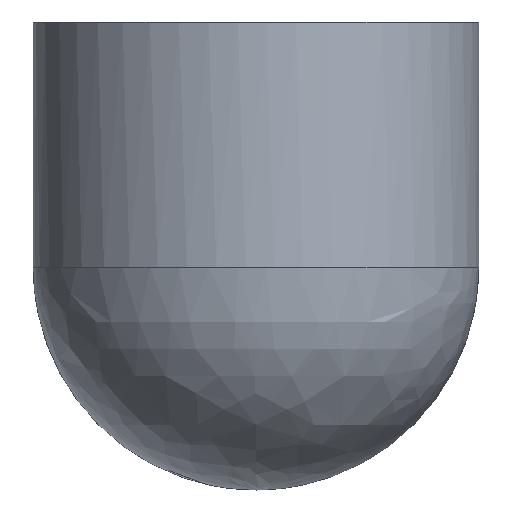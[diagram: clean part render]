
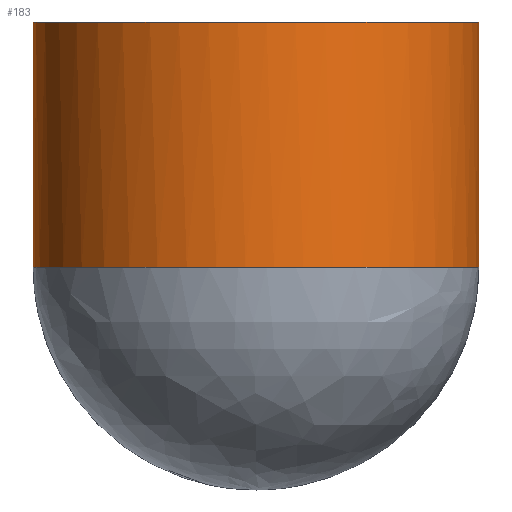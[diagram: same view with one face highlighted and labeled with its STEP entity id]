
A CAD part, front view. The second image highlights one B-rep face of the part: STEP entity #183.
In plain terms, the highlighted free-form (B-spline) face has degree [1, 2] with [2, 5] control points.
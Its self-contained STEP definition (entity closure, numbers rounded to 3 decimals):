
#123=CARTESIAN_POINT('',(-0.75,0.,-14.008));
#124=CARTESIAN_POINT('',(-0.75,-0.75,-14.008));
#125=CARTESIAN_POINT('',(0.,-0.75,-14.008));
#126=CARTESIAN_POINT('',(0.75,-0.75,-14.008));
#127=CARTESIAN_POINT('',(0.75,0.,-14.008));
#128=CARTESIAN_POINT('',(-0.75,0.,-13.183));
#129=CARTESIAN_POINT('',(-0.75,-0.75,-13.183));
#130=CARTESIAN_POINT('',(0.,-0.75,-13.183));
#131=CARTESIAN_POINT('',(0.75,-0.75,-13.183));
#132=CARTESIAN_POINT('',(0.75,0.,-13.183));
#164=(
BOUNDED_SURFACE()
B_SPLINE_SURFACE(1,2,(
(#123,#124,#125,#126,#127),
(#128,#129,#130,#131,#132)
), .UNSPECIFIED.,.F.,.F.,.F.)
B_SPLINE_SURFACE_WITH_KNOTS((2,2),(3,2,3),(
0.,1.),(
0.,0.5,1.), .UNSPECIFIED.)
GEOMETRIC_REPRESENTATION_ITEM()
RATIONAL_B_SPLINE_SURFACE(((1.,0.707,1.,0.707,1.),
(1.,0.707,1.,0.707,1.)
))
REPRESENTATION_ITEM('')
SURFACE()
);
#165=(
BOUNDED_CURVE()
B_SPLINE_CURVE(2,(#127,#126,#125,#124,#123),.UNSPECIFIED.,.F.,.F.)
B_SPLINE_CURVE_WITH_KNOTS((3,2,3),
(0.,0.5,1.),.UNSPECIFIED.)
CURVE()
GEOMETRIC_REPRESENTATION_ITEM()
RATIONAL_B_SPLINE_CURVE((1.,0.707,1.,0.707,1.))
REPRESENTATION_ITEM('')
);
#166=(
BOUNDED_CURVE()
B_SPLINE_CURVE(1,(#123,#128),.UNSPECIFIED.,.F.,.F.)
B_SPLINE_CURVE_WITH_KNOTS((2,2),
(0.,1.),.UNSPECIFIED.)
CURVE()
GEOMETRIC_REPRESENTATION_ITEM()
RATIONAL_B_SPLINE_CURVE((1.,1.))
REPRESENTATION_ITEM('')
);
#167=(
BOUNDED_CURVE()
B_SPLINE_CURVE(2,(#128,#129,#130,#131,#132),.UNSPECIFIED.,.F.,.F.)
B_SPLINE_CURVE_WITH_KNOTS((3,2,3),
(0.,0.5,1.),.UNSPECIFIED.)
CURVE()
GEOMETRIC_REPRESENTATION_ITEM()
RATIONAL_B_SPLINE_CURVE((1.,0.707,1.,0.707,1.))
REPRESENTATION_ITEM('')
);
#168=(
BOUNDED_CURVE()
B_SPLINE_CURVE(1,(#132,#127),.UNSPECIFIED.,.F.,.F.)
B_SPLINE_CURVE_WITH_KNOTS((2,2),
(0.,1.),.UNSPECIFIED.)
CURVE()
GEOMETRIC_REPRESENTATION_ITEM()
RATIONAL_B_SPLINE_CURVE((1.,1.))
REPRESENTATION_ITEM('')
);
#169=VERTEX_POINT('',#123);
#170=VERTEX_POINT('',#127);
#171=VERTEX_POINT('',#128);
#172=VERTEX_POINT('',#132);
#173=EDGE_CURVE('',#170,#169,#165,.T.);
#174=EDGE_CURVE('',#169,#171,#166,.T.);
#175=EDGE_CURVE('',#171,#172,#167,.T.);
#176=EDGE_CURVE('',#172,#170,#168,.T.);
#177=ORIENTED_EDGE('',*,*,#173,.T.);
#178=ORIENTED_EDGE('',*,*,#174,.T.);
#179=ORIENTED_EDGE('',*,*,#175,.T.);
#180=ORIENTED_EDGE('',*,*,#176,.T.);
#181=EDGE_LOOP('',(#177,#178,#179,#180));
#182=FACE_OUTER_BOUND('',#181,.T.);
#183=ADVANCED_FACE('',(#182),#164,.T.);
